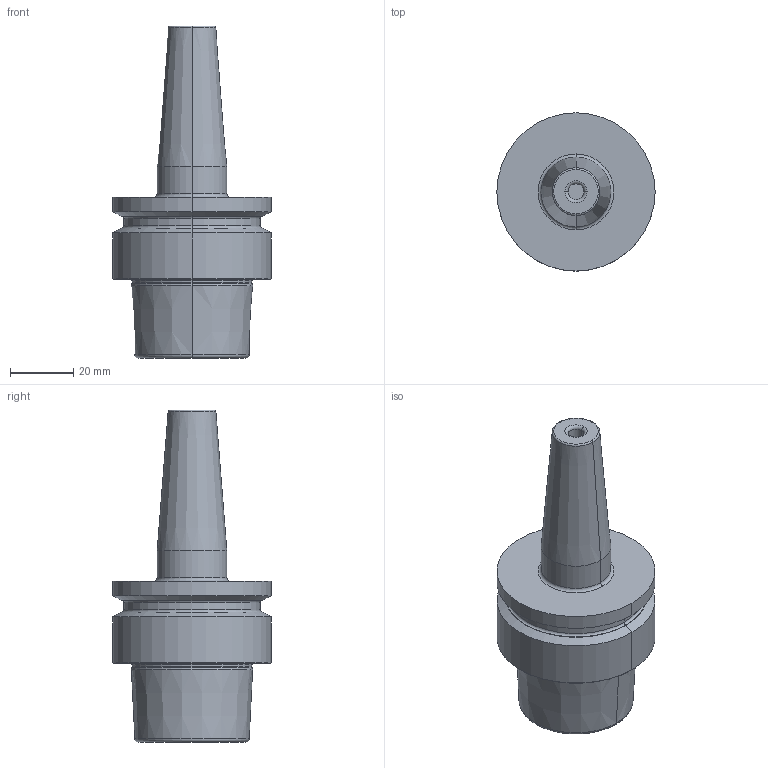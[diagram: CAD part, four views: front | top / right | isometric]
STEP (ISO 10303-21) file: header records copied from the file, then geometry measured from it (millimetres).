
FILE_DESCRIPTION((''),'2;1');
FILE_NAME('30338475','2013-05-24T',('reuterm'),(''),'PRO/ENGINEER BY PARAMETRIC TECHNOLOGY CORPORATION, 2011220','PRO/ENGINEER BY PARAMETRIC TECHNOLOGY CORPORATION, 2011220','');
FILE_SCHEMA(('AUTOMOTIVE_DESIGN_CC2 { 1 2 10303 214 -1 1 5 2 }'));
Length unit declared in the file: millimetre
Products named in the file (1): 30338475
Bounding box: 50 x 50 x 104.9 mm (x, y, z)
Volume: 90719.1 mm3; surface area: 14712 mm2
Topology: 1 solids, 1 shells, 49 faces, 864 edges, 1309 vertices
Faces by surface type: torus 16, cone 14, cylinder 12, plane 7
Entity records: 9025 total; most frequent: CARTESIAN_POINT 2717, PRESENTATION_STYLE_ASSIGNMENT 949, STYLED_ITEM 949, CURVE_STYLE 908, DIRECTION 669, B_SPLINE_CURVE_WITH_KNOTS 435, TRIMMED_CURVE 333, VECTOR 299
